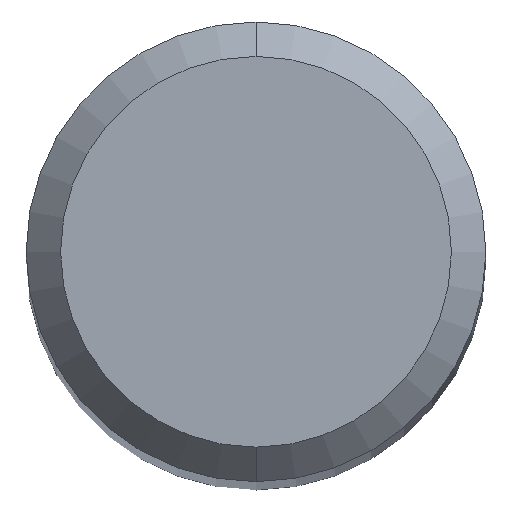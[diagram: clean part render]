
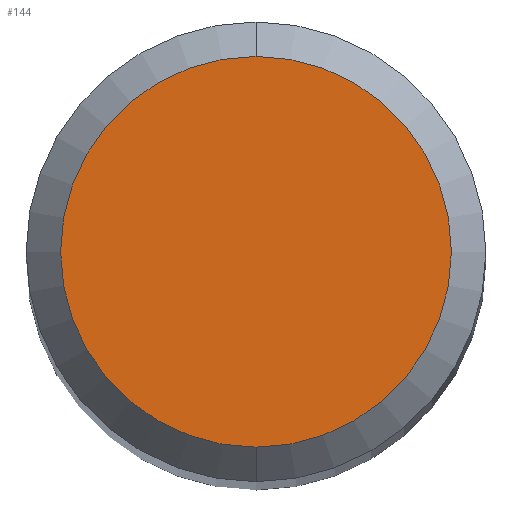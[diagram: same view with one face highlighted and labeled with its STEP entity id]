
A CAD part, top view. The second image highlights one B-rep face of the part: STEP entity #144.
In plain terms, the highlighted planar face has unit normal (0, 0, 1).
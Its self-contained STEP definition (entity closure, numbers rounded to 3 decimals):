
#108=VERTEX_POINT('',#277);
#144=ADVANCED_FACE('',(#320),#321,.T.);
#146=EDGE_CURVE('',#108,#148,#323,.T.);
#148=VERTEX_POINT('',#325);
#230=EDGE_CURVE('',#148,#108,#415,.T.);
#277=CARTESIAN_POINT('',(0.,-1.7,0.0));
#320=FACE_OUTER_BOUND('',#513,.T.);
#321=PLANE('',#514);
#323=CIRCLE('',#517,1.7);
#325=CARTESIAN_POINT('',(0.0,1.7,0.0));
#415=CIRCLE('',#635,1.7);
#513=EDGE_LOOP('',(#733,#734));
#514=AXIS2_PLACEMENT_3D('',#735,#736,#737);
#517=AXIS2_PLACEMENT_3D('',#738,#739,#740);
#635=AXIS2_PLACEMENT_3D('',#856,#857,#858);
#733=ORIENTED_EDGE('',*,*,#230,.F.);
#734=ORIENTED_EDGE('',*,*,#146,.F.);
#735=CARTESIAN_POINT('',(0.0,0.85,0.0));
#736=DIRECTION('',(-0.0,0.0,1.0));
#737=DIRECTION('',(0.0,-1.0,0.0));
#738=CARTESIAN_POINT('',(0.0,0.0,0.0));
#739=DIRECTION('',(0.0,0.0,-1.0));
#740=DIRECTION('',(0.0,1.0,0.0));
#856=CARTESIAN_POINT('',(0.0,0.0,0.0));
#857=DIRECTION('',(0.0,0.0,-1.0));
#858=DIRECTION('',(0.0,1.0,0.0));
